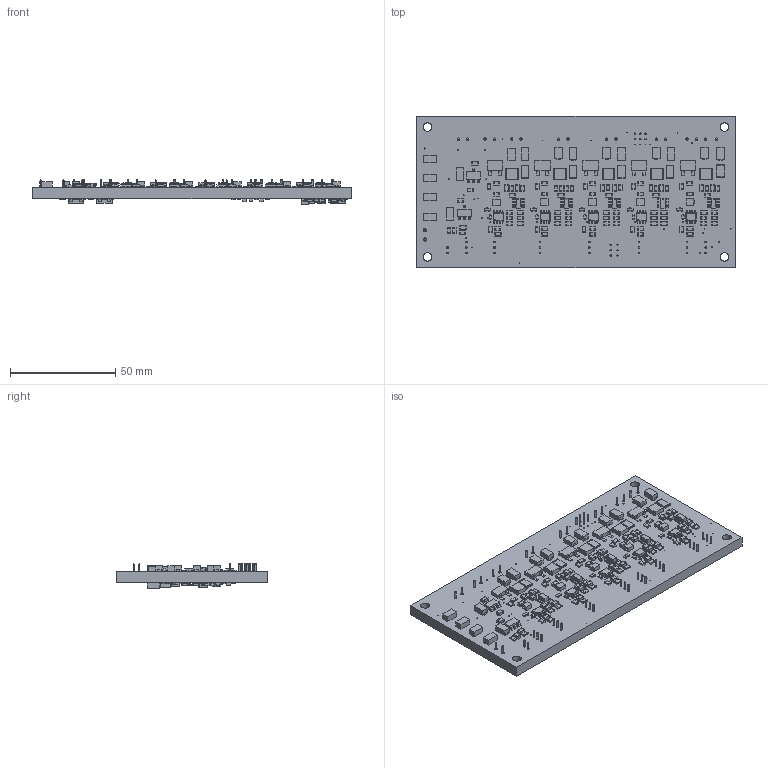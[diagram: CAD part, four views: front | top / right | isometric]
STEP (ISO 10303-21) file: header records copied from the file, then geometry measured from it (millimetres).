
FILE_DESCRIPTION(('PCB Model'),'2;1');
FILE_NAME('PCB2_ValveDriver_v0.STEP', '2021-04-27T14:35:30',('timof'),('Unspecified'), 'Open CASCADE STEP processor 6.8','Proteus','Unknown');
FILE_SCHEMA(('AUTOMOTIVE_DESIGN { 1 0 10303 214 1 1 1 1 }'));
Length unit declared in the file: millimetre
Products named in the file (314): Open CASCADE STEP translator 6.8 2; Layer_1; LV1; Open CASCADE STEP translator 6.8 2.2.1; Body_1; Pin_1; Pin_2; VIN_24V; Open CASCADE STEP translator 6.8 2.3.1; VIN_GND; V1LS; V1HS; IFB1; INH1; PWM1; UA1; Open CASCADE STEP translator 6.8 2.10.1; Pin_3; Pin_4; CA1; Open CASCADE STEP translator 6.8 2.11.1; CA2; DV2; Open CASCADE STEP translator 6.8 2.13.1; CV4; Open CASCADE STEP translator 6.8 2.14.1; CA3; RV5; Open CASCADE STEP translator 6.8 2.16.1; QV1; Open CASCADE STEP translator 6.8 2.17.1; UV1; Open CASCADE STEP translator 6.8 2.18.1; RV3; Open CASCADE STEP translator 6.8 2.19.1; RV2; CV3; CV2; Open CASCADE STEP translator 6.8 2.22.1; DV1 ...
Assembly tree (545 placements, depth 4):
  Open CASCADE STEP translator 6.8 2
    Layer_1
    LV1
      Open CASCADE STEP translator 6.8 2.2.1
        Body_1
        Pin_1
        Pin_2
    VIN_24V
      Open CASCADE STEP translator 6.8 2.3.1
        Pin_1
    VIN_GND
      Open CASCADE STEP translator 6.8 2.3.1
        Pin_1
    V1LS
      Open CASCADE STEP translator 6.8 2.3.1
        Pin_1
    V1HS
      Open CASCADE STEP translator 6.8 2.3.1
        Pin_1
    IFB1
      Open CASCADE STEP translator 6.8 2.3.1
        Pin_1
    INH1
      Open CASCADE STEP translator 6.8 2.3.1
        Pin_1
    PWM1
      Open CASCADE STEP translator 6.8 2.3.1
        Pin_1
    UA1
      Open CASCADE STEP translator 6.8 2.10.1
        Body_1
        Pin_1
        Pin_2
        Pin_3
        Pin_4
    CA1
      Open CASCADE STEP translator 6.8 2.11.1
        Body_1
        Pin_1
        Pin_2
    CA2
      Open CASCADE STEP translator 6.8 2.11.1
        Body_1
        Pin_1
        Pin_2
    DV2
      Open CASCADE STEP translator 6.8 2.13.1
        Body_1
        Pin_1
        Pin_2
    CV4
      Open CASCADE STEP translator 6.8 2.14.1
        Body_1
        Pin_1
        Pin_2
    CA3
      Open CASCADE STEP translator 6.8 2.14.1
        Body_1
        Pin_1
        Pin_2
Bounding box: 151.13 x 71.75 x 11.86 mm (x, y, z)
Volume: 59758.8 mm3; surface area: 35686.8 mm2
Topology: 677 solids, 677 shells, 5656 faces, 12700 edges, 8204 vertices
Faces by surface type: plane 4578, cylinder 878, sphere 200
Entity records: 37131 total; most frequent: DIRECTION 4739, CARTESIAN_POINT 4332, ORIENTED_EDGE 3560, AXIS2_PLACEMENT_3D 1809, EDGE_CURVE 1780, VERTEX_POINT 1170, LINE 1121, VECTOR 1121
